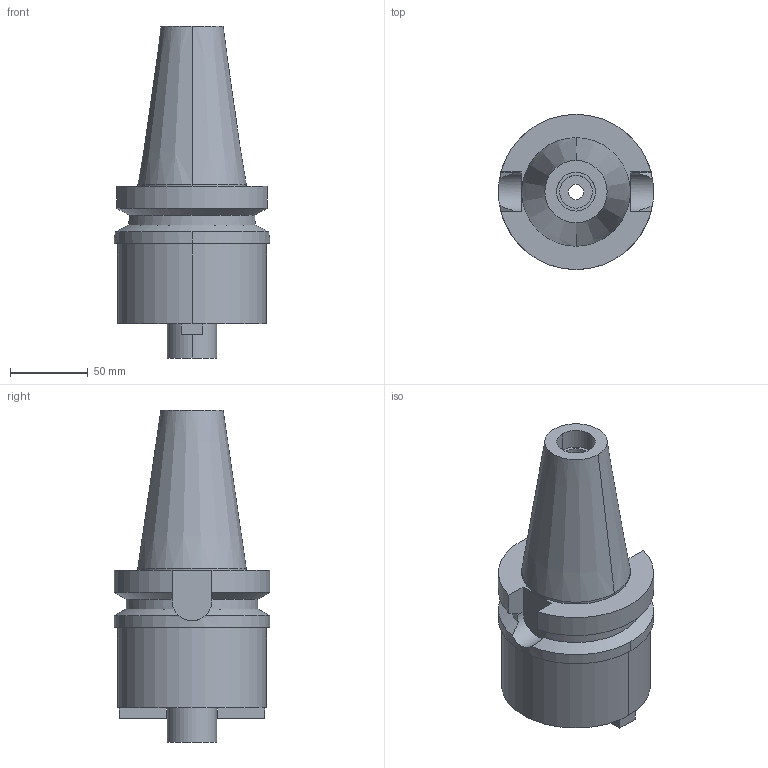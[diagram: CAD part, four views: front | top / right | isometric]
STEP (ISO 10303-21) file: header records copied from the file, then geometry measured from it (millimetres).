
FILE_DESCRIPTION((''),'2;1');
FILE_NAME('BBT50-FMH32-96-90','2018-07-30T',('ykawabe'),(''),'CREO PARAMETRIC BY PTC INC, 2016380','CREO PARAMETRIC BY PTC INC, 2016380','');
FILE_SCHEMA(('AUTOMOTIVE_DESIGN { 1 0 10303 214 1 1 1 1 }'));
Length unit declared in the file: millimetre
Products named in the file (1): BBT50-FMH32-96-90
Bounding box: 100 x 100 x 213.8 mm (x, y, z)
Volume: 841891.6 mm3; surface area: 76225.7 mm2
Topology: 1 solids, 1 shells, 61 faces, 152 edges, 102 vertices
Faces by surface type: cylinder 28, plane 25, cone 8
Entity records: 2628 total; most frequent: CARTESIAN_POINT 393, DIRECTION 336, ORIENTED_EDGE 304, PRESENTATION_STYLE_ASSIGNMENT 157, STYLED_ITEM 157, CURVE_STYLE 156, EDGE_CURVE 152, AXIS2_PLACEMENT_3D 132
